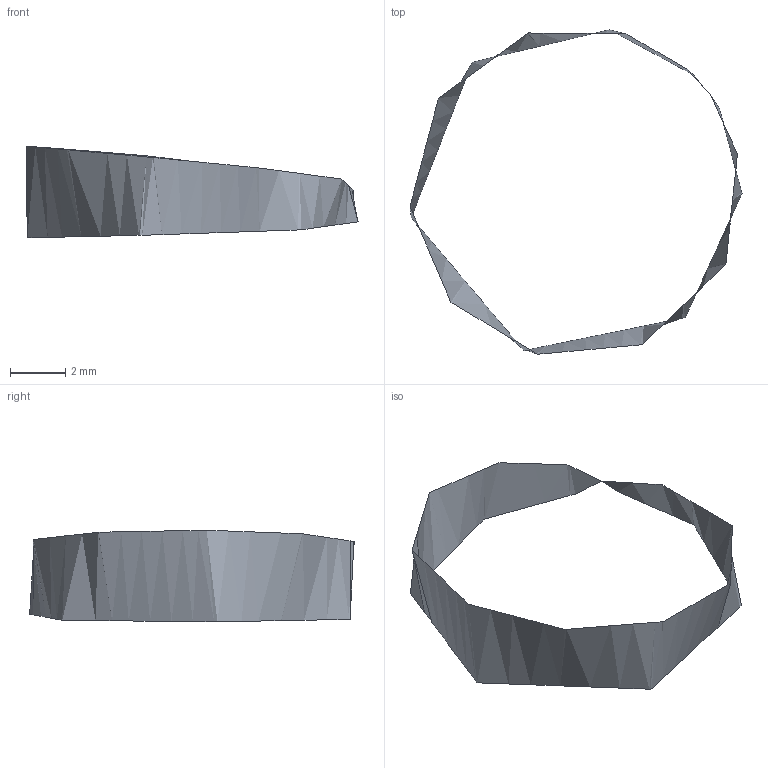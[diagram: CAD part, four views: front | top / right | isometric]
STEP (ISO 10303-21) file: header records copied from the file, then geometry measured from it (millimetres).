
FILE_DESCRIPTION(('Open CASCADE Model'),'2;1');
FILE_NAME('Open CASCADE Shape Model','2025-05-20T17:59:36',('Author'),( 'Open CASCADE'),'Open CASCADE STEP processor 7.8','Open CASCADE 7.8' ,'Unknown');
FILE_SCHEMA(('CONFIG_CONTROL_DESIGN'));
Length unit declared in the file: millimetre
Products named in the file (1): Open CASCADE STEP translator 7.8 2
Bounding box: 11.98 x 11.71 x 3.3 mm (x, y, z)
Surface area: 88.9 mm2 (no closed solid volume)
Topology: 0 solids, 1 shells, 1 faces, 1 edges, 1 vertices
Faces by surface type: cylinder 1
Entity records: 94 total; most frequent: CARTESIAN_POINT 32, DIRECTION 4, CC_DESIGN_PERSON_AND_ORGANIZATION_ASSIGNMENT 4, PERSON_AND_ORGANIZATION_ROLE 4, AXIS2_PLACEMENT_3D 2, B_SPLINE_CURVE_WITH_KNOTS 2, CC_DESIGN_DATE_AND_TIME_ASSIGNMENT 2, DATE_TIME_ROLE 2
